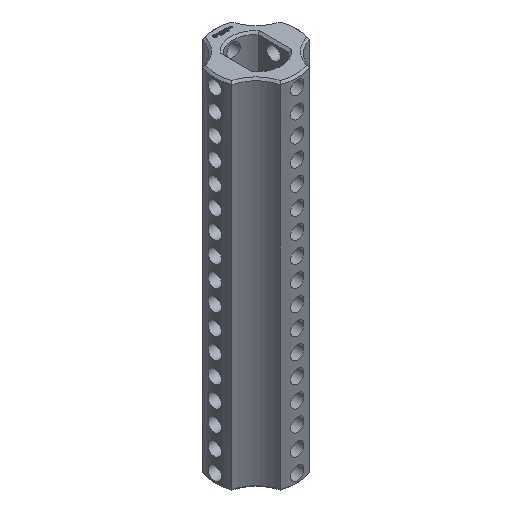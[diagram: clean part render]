
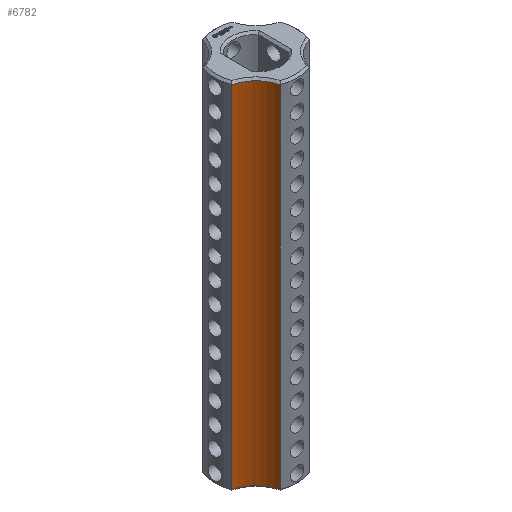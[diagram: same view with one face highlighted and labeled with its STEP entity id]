
A CAD part, isometric view. The second image highlights one B-rep face of the part: STEP entity #6782.
In plain terms, the highlighted cylindrical face has radius 5 mm (diameter 10 mm), a partial arc.
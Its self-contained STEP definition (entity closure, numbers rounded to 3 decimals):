
#1915 = EDGE_CURVE('',#1916,#1918,#1920,.T.);
#1916 = VERTEX_POINT('',#1917);
#1917 = CARTESIAN_POINT('',(-2.225,-5.841,0.3));
#1918 = VERTEX_POINT('',#1919);
#1919 = CARTESIAN_POINT('',(-2.225,-5.841,52.825));
#1920 = LINE('',#1921,#1922);
#1921 = CARTESIAN_POINT('',(-2.225,-5.841,0.));
#1922 = VECTOR('',#1923,1.);
#1923 = DIRECTION('',(0.,0.,1.));
#6782 = ADVANCED_FACE('',(#6783),#6810,.F.);
#6783 = FACE_BOUND('',#6784,.T.);
#6784 = EDGE_LOOP('',(#6785,#6786,#6795,#6803));
#6785 = ORIENTED_EDGE('',*,*,#1915,.T.);
#6786 = ORIENTED_EDGE('',*,*,#6787,.T.);
#6787 = EDGE_CURVE('',#1918,#6788,#6790,.T.);
#6788 = VERTEX_POINT('',#6789);
#6789 = CARTESIAN_POINT('',(-5.841,-2.225,52.825));
#6790 = CIRCLE('',#6791,5.);
#6791 = AXIS2_PLACEMENT_3D('',#6792,#6793,#6794);
#6792 = CARTESIAN_POINT('',(-7.071,-7.071,52.825));
#6793 = DIRECTION('',(0.,-0.,1.));
#6794 = DIRECTION('',(0.969,0.246,0.));
#6795 = ORIENTED_EDGE('',*,*,#6796,.F.);
#6796 = EDGE_CURVE('',#6797,#6788,#6799,.T.);
#6797 = VERTEX_POINT('',#6798);
#6798 = CARTESIAN_POINT('',(-5.841,-2.225,0.3));
#6799 = LINE('',#6800,#6801);
#6800 = CARTESIAN_POINT('',(-5.841,-2.225,0.));
#6801 = VECTOR('',#6802,1.);
#6802 = DIRECTION('',(0.,0.,1.));
#6803 = ORIENTED_EDGE('',*,*,#6804,.F.);
#6804 = EDGE_CURVE('',#1916,#6797,#6805,.T.);
#6805 = CIRCLE('',#6806,5.);
#6806 = AXIS2_PLACEMENT_3D('',#6807,#6808,#6809);
#6807 = CARTESIAN_POINT('',(-7.071,-7.071,0.3));
#6808 = DIRECTION('',(0.,-0.,1.));
#6809 = DIRECTION('',(0.969,0.246,0.));
#6810 = CYLINDRICAL_SURFACE('',#6811,5.);
#6811 = AXIS2_PLACEMENT_3D('',#6812,#6813,#6814);
#6812 = CARTESIAN_POINT('',(-7.071,-7.071,0.));
#6813 = DIRECTION('',(-0.,-0.,-1.));
#6814 = DIRECTION('',(1.,0.,0.));
